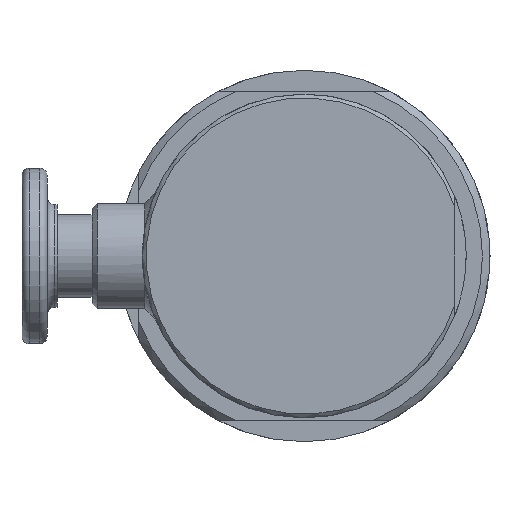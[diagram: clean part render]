
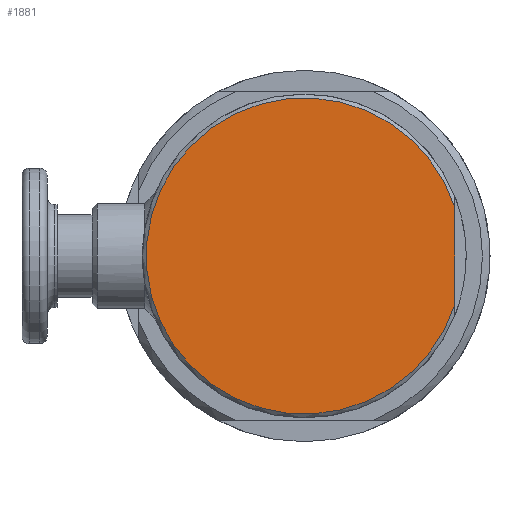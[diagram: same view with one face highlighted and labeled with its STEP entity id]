
A CAD part, left-side view. The second image highlights one B-rep face of the part: STEP entity #1881.
In plain terms, the highlighted planar face has unit normal (-1, 0, 0).
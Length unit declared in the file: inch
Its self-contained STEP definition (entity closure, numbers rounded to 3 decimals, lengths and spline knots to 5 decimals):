
#50=LINE('',#2967,#116);
#116=VECTOR('',#2332,0.38419);
#287=PLANE('',#2111);
#466=FACE_OUTER_BOUND('',#618,.T.);
#618=EDGE_LOOP('',(#1687,#1688));
#752=CIRCLE('',#2112,0.63);
#826=VERTEX_POINT('',#2962);
#827=VERTEX_POINT('',#2966);
#1026=EDGE_CURVE('',#827,#826,#50,.T.);
#1199=EDGE_CURVE('',#827,#826,#752,.T.);
#1687=ORIENTED_EDGE('',*,*,#1026,.T.);
#1688=ORIENTED_EDGE('',*,*,#1199,.F.);
#1881=ADVANCED_FACE('',(#466),#287,.T.);
#2111=AXIS2_PLACEMENT_3D('',#3518,#2630,#2631);
#2112=AXIS2_PLACEMENT_3D('',#3519,#2632,#2633);
#2332=DIRECTION('',(0.,0.,1.));
#2630=DIRECTION('center_axis',(-1.,0.,0.));
#2631=DIRECTION('ref_axis',(0.,0.,1.));
#2632=DIRECTION('center_axis',(1.,0.,0.));
#2633=DIRECTION('ref_axis',(0.,1.,0.));
#2962=CARTESIAN_POINT('',(0.,-0.6,0.19209));
#2966=CARTESIAN_POINT('',(0.,-0.6,-0.19209));
#2967=CARTESIAN_POINT('',(0.,-0.6,0.));
#3518=CARTESIAN_POINT('Origin',(0.,0.315,0.));
#3519=CARTESIAN_POINT('Origin',(0.,0.,0.));
